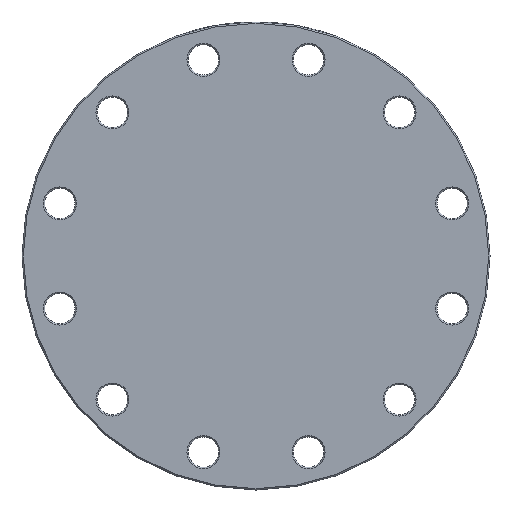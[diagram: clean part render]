
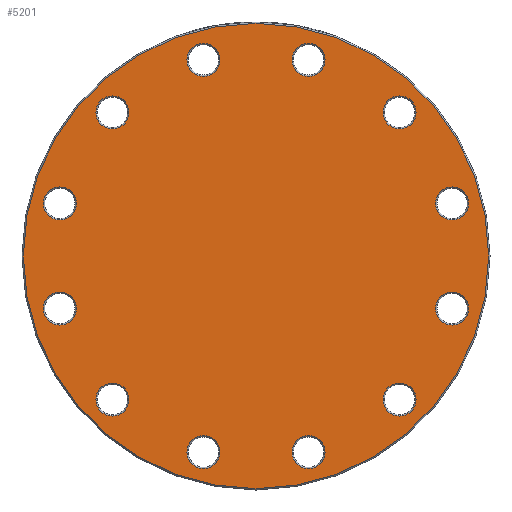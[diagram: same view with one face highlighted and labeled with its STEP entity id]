
A CAD part, left-side view. The second image highlights one B-rep face of the part: STEP entity #5201.
In plain terms, the highlighted planar face has unit normal (-1, 0, 0).
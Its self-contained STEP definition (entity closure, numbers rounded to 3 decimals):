
#45 = FACE_BOUND ( 'NONE', #343, .T. ) ;
#79 = EDGE_CURVE ( 'NONE', #2070, #2070, #6633, .T. ) ;
#157 = CARTESIAN_POINT ( 'NONE',  ( 0., 142.474, 38.176 ) ) ;
#343 = EDGE_LOOP ( 'NONE', ( #4040 ) ) ;
#368 = VERTEX_POINT ( 'NONE', #5783 ) ;
#404 = AXIS2_PLACEMENT_3D ( 'NONE', #5774, #4070, #5936 ) ;
#622 = EDGE_CURVE ( 'NONE', #719, #719, #6625, .T. ) ;
#639 = ORIENTED_EDGE ( 'NONE', *, *, #6170, .T. ) ;
#705 = FACE_BOUND ( 'NONE', #6075, .T. ) ;
#719 = VERTEX_POINT ( 'NONE', #2030 ) ;
#755 = EDGE_LOOP ( 'NONE', ( #7181 ) ) ;
#879 = CARTESIAN_POINT ( 'NONE',  ( 0., 142.474, -50.176 ) ) ;
#971 = CARTESIAN_POINT ( 'NONE',  ( 0., 142.474, -38.176 ) ) ;
#1042 = DIRECTION ( 'NONE',  ( 0., 0., -1. ) ) ;
#1265 = FACE_BOUND ( 'NONE', #6224, .T. ) ;
#1442 = EDGE_CURVE ( 'NONE', #1639, #1639, #5220, .T. ) ;
#1562 = DIRECTION ( 'NONE',  ( 0., 0., -1. ) ) ;
#1604 = DIRECTION ( 'NONE',  ( 0., 0., -1. ) ) ;
#1639 = VERTEX_POINT ( 'NONE', #3396 ) ;
#1694 = ORIENTED_EDGE ( 'NONE', *, *, #4370, .T. ) ;
#1758 = VERTEX_POINT ( 'NONE', #6701 ) ;
#1800 = VERTEX_POINT ( 'NONE', #7785 ) ;
#1822 = CIRCLE ( 'NONE', #5503, 169. ) ;
#1944 = EDGE_LOOP ( 'NONE', ( #5316 ) ) ;
#1954 = AXIS2_PLACEMENT_3D ( 'NONE', #6165, #6542, #2318 ) ;
#1959 = EDGE_CURVE ( 'NONE', #7021, #7021, #2299, .T. ) ;
#2030 = CARTESIAN_POINT ( 'NONE',  ( 0., 142.474, 26.176 ) ) ;
#2037 = EDGE_CURVE ( 'NONE', #4624, #4624, #6609, .T. ) ;
#2050 = CARTESIAN_POINT ( 'NONE',  ( 0., 38.176, -142.474 ) ) ;
#2070 = VERTEX_POINT ( 'NONE', #3789 ) ;
#2107 = CARTESIAN_POINT ( 'NONE',  ( 0., -142.474, 26.176 ) ) ;
#2109 = DIRECTION ( 'NONE',  ( 1., 0., 0. ) ) ;
#2128 = AXIS2_PLACEMENT_3D ( 'NONE', #5825, #2109, #4627 ) ;
#2145 = CARTESIAN_POINT ( 'NONE',  ( 0., -142.474, 38.176 ) ) ;
#2171 = DIRECTION ( 'NONE',  ( 0., 0., -1. ) ) ;
#2240 = FACE_BOUND ( 'NONE', #1944, .T. ) ;
#2299 = CIRCLE ( 'NONE', #4839, 12. ) ;
#2318 = DIRECTION ( 'NONE',  ( 0., 0., -1. ) ) ;
#2428 = AXIS2_PLACEMENT_3D ( 'NONE', #2050, #7599, #3854 ) ;
#2429 = VERTEX_POINT ( 'NONE', #4379 ) ;
#2665 = AXIS2_PLACEMENT_3D ( 'NONE', #157, #6880, #3131 ) ;
#2786 = AXIS2_PLACEMENT_3D ( 'NONE', #7615, #7784, #7743 ) ;
#2802 = AXIS2_PLACEMENT_3D ( 'NONE', #6636, #4790, #7231 ) ;
#2826 = VERTEX_POINT ( 'NONE', #6506 ) ;
#2828 = FACE_OUTER_BOUND ( 'NONE', #5333, .T. ) ;
#2908 = FACE_BOUND ( 'NONE', #4338, .T. ) ;
#3032 = EDGE_LOOP ( 'NONE', ( #3166 ) ) ;
#3131 = DIRECTION ( 'NONE',  ( 0., 0., -1. ) ) ;
#3166 = ORIENTED_EDGE ( 'NONE', *, *, #5659, .T. ) ;
#3180 = CIRCLE ( 'NONE', #7644, 12. ) ;
#3381 = EDGE_CURVE ( 'NONE', #368, #368, #4931, .T. ) ;
#3396 = CARTESIAN_POINT ( 'NONE',  ( 0., -104.298, -116.298 ) ) ;
#3404 = DIRECTION ( 'NONE',  ( 1., 0., 0. ) ) ;
#3789 = CARTESIAN_POINT ( 'NONE',  ( 0., -104.298, 92.298 ) ) ;
#3851 = CIRCLE ( 'NONE', #5387, 12. ) ;
#3854 = DIRECTION ( 'NONE',  ( 0., 0., -1. ) ) ;
#4030 = EDGE_LOOP ( 'NONE', ( #5761 ) ) ;
#4035 = CARTESIAN_POINT ( 'NONE',  ( 0., 0., -169. ) ) ;
#4040 = ORIENTED_EDGE ( 'NONE', *, *, #3381, .T. ) ;
#4070 = DIRECTION ( 'NONE',  ( 1., 0., 0. ) ) ;
#4120 = FACE_BOUND ( 'NONE', #5706, .T. ) ;
#4132 = AXIS2_PLACEMENT_3D ( 'NONE', #5623, #4423, #5548 ) ;
#4188 = EDGE_CURVE ( 'NONE', #2826, #2826, #3851, .T. ) ;
#4195 = AXIS2_PLACEMENT_3D ( 'NONE', #2145, #7058, #1042 ) ;
#4338 = EDGE_LOOP ( 'NONE', ( #4363 ) ) ;
#4363 = ORIENTED_EDGE ( 'NONE', *, *, #6416, .T. ) ;
#4370 = EDGE_CURVE ( 'NONE', #6345, #6345, #1822, .T. ) ;
#4379 = CARTESIAN_POINT ( 'NONE',  ( 0., 104.298, 92.298 ) ) ;
#4394 = CARTESIAN_POINT ( 'NONE',  ( 0., -142.474, -38.176 ) ) ;
#4423 = DIRECTION ( 'NONE',  ( 1., 0., 0. ) ) ;
#4589 = DIRECTION ( 'NONE',  ( 1., 0., 0. ) ) ;
#4624 = VERTEX_POINT ( 'NONE', #2107 ) ;
#4627 = DIRECTION ( 'NONE',  ( 0., 0., -1. ) ) ;
#4702 = CARTESIAN_POINT ( 'NONE',  ( 0., 38.176, 130.474 ) ) ;
#4704 = FACE_BOUND ( 'NONE', #6855, .T. ) ;
#4790 = DIRECTION ( 'NONE',  ( 1., 0., 0. ) ) ;
#4839 = AXIS2_PLACEMENT_3D ( 'NONE', #971, #3404, #1604 ) ;
#4931 = CIRCLE ( 'NONE', #2128, 12. ) ;
#4966 = FACE_BOUND ( 'NONE', #755, .T. ) ;
#4996 = ORIENTED_EDGE ( 'NONE', *, *, #5052, .T. ) ;
#5009 = CIRCLE ( 'NONE', #4132, 12. ) ;
#5052 = EDGE_CURVE ( 'NONE', #5140, #5140, #5009, .T. ) ;
#5140 = VERTEX_POINT ( 'NONE', #7580 ) ;
#5157 = ORIENTED_EDGE ( 'NONE', *, *, #1442, .T. ) ;
#5201 = ADVANCED_FACE ( 'NONE', ( #2828, #2240, #4966, #7369, #6771, #4704, #705, #2908, #1265, #7408, #4120, #45, #5350 ), #7188, .F. ) ;
#5220 = CIRCLE ( 'NONE', #2786, 12. ) ;
#5255 = CIRCLE ( 'NONE', #2428, 12. ) ;
#5316 = ORIENTED_EDGE ( 'NONE', *, *, #622, .T. ) ;
#5333 = EDGE_LOOP ( 'NONE', ( #1694 ) ) ;
#5350 = FACE_BOUND ( 'NONE', #6452, .T. ) ;
#5373 = ORIENTED_EDGE ( 'NONE', *, *, #79, .T. ) ;
#5387 = AXIS2_PLACEMENT_3D ( 'NONE', #5950, #4589, #1562 ) ;
#5485 = CIRCLE ( 'NONE', #404, 12. ) ;
#5503 = AXIS2_PLACEMENT_3D ( 'NONE', #6893, #6293, #7381 ) ;
#5548 = DIRECTION ( 'NONE',  ( 0., 0., -1. ) ) ;
#5623 = CARTESIAN_POINT ( 'NONE',  ( 0., -38.176, -142.474 ) ) ;
#5659 = EDGE_CURVE ( 'NONE', #7745, #7745, #5485, .T. ) ;
#5706 = EDGE_LOOP ( 'NONE', ( #639 ) ) ;
#5761 = ORIENTED_EDGE ( 'NONE', *, *, #4188, .T. ) ;
#5774 = CARTESIAN_POINT ( 'NONE',  ( 0., 38.176, 142.474 ) ) ;
#5783 = CARTESIAN_POINT ( 'NONE',  ( 0., 104.298, -116.298 ) ) ;
#5825 = CARTESIAN_POINT ( 'NONE',  ( 0., 104.298, -104.298 ) ) ;
#5936 = DIRECTION ( 'NONE',  ( 0., 0., -1. ) ) ;
#5950 = CARTESIAN_POINT ( 'NONE',  ( 0., -38.176, 142.474 ) ) ;
#6057 = ORIENTED_EDGE ( 'NONE', *, *, #1959, .T. ) ;
#6075 = EDGE_LOOP ( 'NONE', ( #7206 ) ) ;
#6165 = CARTESIAN_POINT ( 'NONE',  ( 0., 0., 0. ) ) ;
#6170 = EDGE_CURVE ( 'NONE', #1758, #1758, #5255, .T. ) ;
#6224 = EDGE_LOOP ( 'NONE', ( #5157 ) ) ;
#6270 = DIRECTION ( 'NONE',  ( 0., 0., -1. ) ) ;
#6293 = DIRECTION ( 'NONE',  ( -1., 0., 0. ) ) ;
#6345 = VERTEX_POINT ( 'NONE', #4035 ) ;
#6416 = EDGE_CURVE ( 'NONE', #1800, #1800, #7393, .T. ) ;
#6452 = EDGE_LOOP ( 'NONE', ( #6057 ) ) ;
#6497 = EDGE_LOOP ( 'NONE', ( #4996 ) ) ;
#6506 = CARTESIAN_POINT ( 'NONE',  ( 0., -38.176, 130.474 ) ) ;
#6520 = DIRECTION ( 'NONE',  ( 1., 0., 0. ) ) ;
#6542 = DIRECTION ( 'NONE',  ( 1., 0., 0. ) ) ;
#6609 = CIRCLE ( 'NONE', #4195, 12. ) ;
#6625 = CIRCLE ( 'NONE', #2665, 12. ) ;
#6633 = CIRCLE ( 'NONE', #2802, 12. ) ;
#6636 = CARTESIAN_POINT ( 'NONE',  ( 0., -104.298, 104.298 ) ) ;
#6701 = CARTESIAN_POINT ( 'NONE',  ( 0., 38.176, -154.474 ) ) ;
#6771 = FACE_BOUND ( 'NONE', #4030, .T. ) ;
#6855 = EDGE_LOOP ( 'NONE', ( #5373 ) ) ;
#6880 = DIRECTION ( 'NONE',  ( 1., 0., 0. ) ) ;
#6893 = CARTESIAN_POINT ( 'NONE',  ( 0., 0., 0. ) ) ;
#6908 = DIRECTION ( 'NONE',  ( 1., 0., 0. ) ) ;
#7012 = EDGE_CURVE ( 'NONE', #2429, #2429, #3180, .T. ) ;
#7021 = VERTEX_POINT ( 'NONE', #879 ) ;
#7058 = DIRECTION ( 'NONE',  ( 1., 0., 0. ) ) ;
#7181 = ORIENTED_EDGE ( 'NONE', *, *, #7012, .T. ) ;
#7188 = PLANE ( 'NONE',  #1954 ) ;
#7206 = ORIENTED_EDGE ( 'NONE', *, *, #2037, .T. ) ;
#7231 = DIRECTION ( 'NONE',  ( 0., 0., -1. ) ) ;
#7369 = FACE_BOUND ( 'NONE', #3032, .T. ) ;
#7381 = DIRECTION ( 'NONE',  ( 0., 0., -1. ) ) ;
#7386 = AXIS2_PLACEMENT_3D ( 'NONE', #4394, #6908, #6270 ) ;
#7393 = CIRCLE ( 'NONE', #7386, 12. ) ;
#7408 = FACE_BOUND ( 'NONE', #6497, .T. ) ;
#7580 = CARTESIAN_POINT ( 'NONE',  ( 0., -38.176, -154.474 ) ) ;
#7599 = DIRECTION ( 'NONE',  ( 1., 0., 0. ) ) ;
#7615 = CARTESIAN_POINT ( 'NONE',  ( 0., -104.298, -104.298 ) ) ;
#7644 = AXIS2_PLACEMENT_3D ( 'NONE', #7680, #6520, #2171 ) ;
#7680 = CARTESIAN_POINT ( 'NONE',  ( 0., 104.298, 104.298 ) ) ;
#7743 = DIRECTION ( 'NONE',  ( 0., 0., -1. ) ) ;
#7745 = VERTEX_POINT ( 'NONE', #4702 ) ;
#7784 = DIRECTION ( 'NONE',  ( 1., 0., 0. ) ) ;
#7785 = CARTESIAN_POINT ( 'NONE',  ( 0., -142.474, -50.176 ) ) ;
